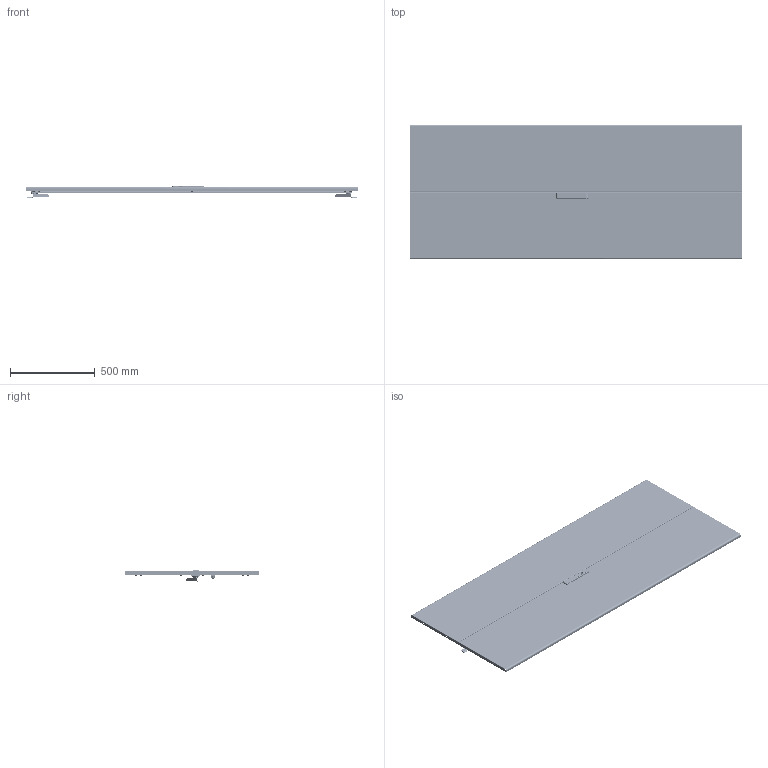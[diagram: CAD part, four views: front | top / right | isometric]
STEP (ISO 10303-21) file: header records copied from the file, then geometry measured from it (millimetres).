
FILE_DESCRIPTION (( 'STEP AP203' ), '1' );
FILE_NAME ('R5CPE2081.step', '2011-02-24T07:47:14', ( 'User' ), ( 'DKC' ), 'SwSTEP 2.0', 'SolidWorks 2010', '' );
FILE_SCHEMA (( 'CONFIG_CONTROL_DESIGN' ));
Products named in the file (45): R5CPE2081; Assem sviluppo porta quadro DX_2000x800; Sviluppo porta Dx. Quadro_2000x800; RAMBLOCK montata modificated_Default; maniglia RAM BLOCK modificated_AC00C505; basetta esterna_AC00C506; Sealing ring; inserto chiave per maniglia RAM BLOCK_AC00C389; Ingranaggio per cariglione modificated_AC00C388; ASTINA Superiore_2000; ASTINA Inferiore_2000; linguetta_AC00C387; distanziale di gomma per RAM BLOCK_Default; Pan Head Cross Recess Screw_ISO_ISO 7045 - M4 x 12 - Z --- 12S; Hex Flange Bolt M6x10_ISO 4162 - M6 x 12 x 12-S; AC00C400 Quadro IP55 Guida aste_Default; Nut M6_Hexagon Nut ISO - 4034 - M6 - S; terminator for door.SLDPRT; ribattino AC00C377; boccola AC00C378; Çåðêàëüíî îòðàçèòüterminator for door.SLDPRT; Çåðêàëüíî îòðàçèòüterminator for door.SLDPRT1; Çåðêàëüíî îòðàçèòüribattino AC00C377; Çåðêàëüíî îòðàçèòüboccola AC00C378; Assem sviluppo porta quadro SX_2000x800; Sviluppo porta Sx. Quadro_2000x800; Sealing_for_Back_Panels left_2000x800; Tappo_?????; Montante verticale + Traversa orizzontale interno porta_Montante verticale 2000; AC00C183_Default; Montante verticale + Traversa orizzontale interno porta_Traversa orizzontale 400; end-cap_AC00C061; hinge AC00C170_Default; AC00C254_Default; AC00C184 dado telaio interno porta_Default; land; foam rubber_1400; AC00C180_Default; Capscrew with recessed hexahedron M6 x 10_ISO 4762 M6 x 10 --- 10S; Sostegno autoallineante per porta AC00C446 ...
Assembly tree (129 placements, depth 4):
  R5CPE2081
    Assem sviluppo porta quadro DX_2000x800
      hinge AC00C170_Default  x4
      Pan Head Cross Recess Screw_ISO_ISO 7045 - M4 x 12 - Z --- 12S  x4
      AC00C183_Default  x4
      RAMBLOCK montata modificated_Default
        Sealing ring
        inserto chiave per maniglia RAM BLOCK_AC00C389
        Ingranaggio per cariglione modificated_AC00C388
        maniglia RAM BLOCK modificated_AC00C505
        basetta esterna_AC00C506
      AC00C184 dado telaio interno porta_Default  x6
      AC00C400 Quadro IP55 Guida aste_Default  x4
      land  x12
      Sviluppo porta Dx. Quadro_2000x800
      Montante verticale + Traversa orizzontale interno porta_Montante verticale 2000  x2
      Sealing_for_Back_Panels left_2000x800
      end-cap_AC00C061  x2
      Hex Flange Bolt M6x10_ISO 4162 - M6 x 12 x 12-S
      Çåðêàëüíî îòðàçèòüterminator for door.SLDPRT1
        Çåðêàëüíî îòðàçèòüboccola AC00C378
        Çåðêàëüíî îòðàçèòüribattino AC00C377
      Nut M6_Hexagon Nut ISO - 4034 - M6 - S  x4
      AC00C254_Default  x4
      Montante verticale + Traversa orizzontale interno porta_Traversa orizzontale 400  x2
      terminator for door.SLDPRT  x2
        boccola AC00C378
        ribattino AC00C377
      ASTINA Superiore_2000
      Çåðêàëüíî îòðàçèòüterminator for door.SLDPRT
        Çåðêàëüíî îòðàçèòüboccola AC00C378
        Çåðêàëüíî îòðàçèòüribattino AC00C377
      ASTINA Inferiore_2000
      linguetta_AC00C387
      Tappo_?????  x2
      distanziale di gomma per RAM BLOCK_Default  x2
    Button head screw with recessed hexahedron M6 x 14_ISO 7380 - M6 x 12 --- 12S  x2
    Assem sviluppo porta quadro SX_2000x800
      land  x8
      Capscrew with recessed hexahedron M6 x 10_ISO 4762 M6 x 10 --- 10S  x4
      AC00C254_Default  x4
      end-cap_AC00C061  x2
      AC00C183_Default  x4
      AC00C180_Default  x4
      Tappo_?????  x2
      hinge AC00C170_Default  x4
      Montante verticale + Traversa orizzontale interno porta_Montante verticale 2000  x2
      AC00C184 dado telaio interno porta_Default  x6
      Montante verticale + Traversa orizzontale interno porta_Traversa orizzontale 400  x2
      foam rubber_1400
      Sealing_for_Back_Panels left_2000x800
      Sviluppo porta Sx. Quadro_2000x800
    Flange nut M6_ISO 7044-M6-S  x2
    Maniglia porte SX AC00C581
    Wood screw 4.2x13_Tapping screw DIN 7049-ST4.2x13-F-H-S
    Sostegno autoallineante per porta AC00C446
    Çåðêàëüíî îòðàçèòüManiglia porte SX AC00C581
Bounding box: 1955 x 791 x 75.46 mm (x, y, z)
Volume: 5204955.1 mm3; surface area: 5437722.5 mm2
Topology: 144 solids, 144 shells, 14726 faces, 40900 edges, 26656 vertices
Faces by surface type: bspline 5731, plane 3978, cylinder 3866, cone 985, torus 120, sphere 46
Entity records: 113404 total; most frequent: CARTESIAN_POINT 36623, ORIENTED_EDGE 15050, DIRECTION 13962, EDGE_CURVE 7525, AXIS2_PLACEMENT_3D 5032, VERTEX_POINT 4785, VECTOR 3898, LINE 3898
